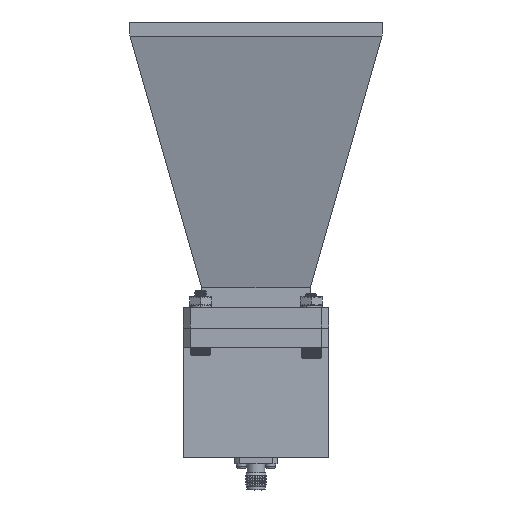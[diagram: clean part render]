
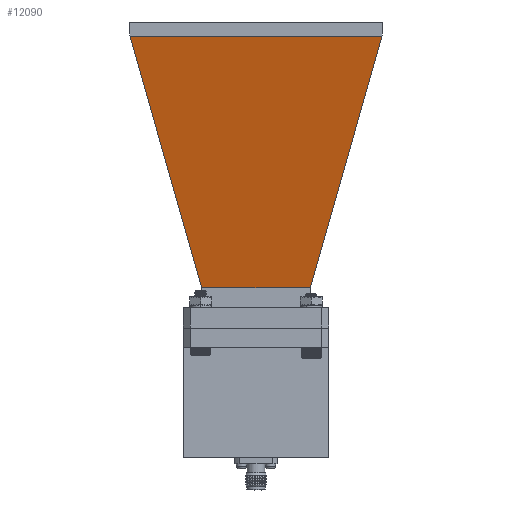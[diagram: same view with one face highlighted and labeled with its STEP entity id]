
A CAD part, front view. The second image highlights one B-rep face of the part: STEP entity #12090.
In plain terms, the highlighted face is planar.
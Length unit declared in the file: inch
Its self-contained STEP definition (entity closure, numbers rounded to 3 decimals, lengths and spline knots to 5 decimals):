
#1006 = VERTEX_POINT ( 'NONE', #5514 ) ;
#1502 = DIRECTION ( 'NONE',  ( -0.235, 0., 0.972 ) ) ;
#2454 = CARTESIAN_POINT ( 'NONE',  ( -0.37303, -0.62884, 1.95443 ) ) ;
#2600 = CARTESIAN_POINT ( 'NONE',  ( -1.07672, -1.4586, 4.86585 ) ) ;
#2815 = DIRECTION ( 'NONE',  ( -0.972, 0., -0.235 ) ) ;
#3089 = EDGE_CURVE ( 'NONE', #1006, #4851, #7457, .T. ) ;
#3351 = VECTOR ( 'NONE', #16584, 39.37008 ) ;
#3890 = CARTESIAN_POINT ( 'NONE',  ( -1.07672, 0., 4.86585 ) ) ;
#4107 = ORIENTED_EDGE ( 'NONE', *, *, #12536, .T. ) ;
#4421 = AXIS2_PLACEMENT_3D ( 'NONE', #15430, #2815, #1502 ) ;
#4851 = VERTEX_POINT ( 'NONE', #11899 ) ;
#5514 = CARTESIAN_POINT ( 'NONE',  ( -1.07672, 1.4586, 4.86585 ) ) ;
#6722 = CARTESIAN_POINT ( 'NONE',  ( -0.37303, -0.62884, 1.95443 ) ) ;
#7360 = DIRECTION ( 'NONE',  ( 0.226, -0.267, -0.937 ) ) ;
#7407 = ORIENTED_EDGE ( 'NONE', *, *, #3089, .T. ) ;
#7457 = LINE ( 'NONE', #18261, #12129 ) ;
#7654 = DIRECTION ( 'NONE',  ( 0., -1., 0. ) ) ;
#9525 = EDGE_CURVE ( 'NONE', #16630, #12467, #10287, .T. ) ;
#9760 = EDGE_LOOP ( 'NONE', ( #4107, #12293, #11043, #7407 ) ) ;
#10287 = LINE ( 'NONE', #6722, #16037 ) ;
#10824 = LINE ( 'NONE', #17028, #18073 ) ;
#11043 = ORIENTED_EDGE ( 'NONE', *, *, #13866, .T. ) ;
#11899 = CARTESIAN_POINT ( 'NONE',  ( -0.37303, 0.62884, 1.95443 ) ) ;
#12090 = ADVANCED_FACE ( 'NONE', ( #18278 ), #16553, .T. ) ;
#12129 = VECTOR ( 'NONE', #7360, 39.37008 ) ;
#12293 = ORIENTED_EDGE ( 'NONE', *, *, #9525, .T. ) ;
#12467 = VERTEX_POINT ( 'NONE', #2600 ) ;
#12536 = EDGE_CURVE ( 'NONE', #4851, #16630, #10824, .T. ) ;
#13866 = EDGE_CURVE ( 'NONE', #12467, #1006, #16293, .T. ) ;
#14567 = DIRECTION ( 'NONE',  ( -0.226, -0.267, 0.937 ) ) ;
#15430 = CARTESIAN_POINT ( 'NONE',  ( -0.73955, 0., 3.47087 ) ) ;
#16037 = VECTOR ( 'NONE', #14567, 39.37008 ) ;
#16293 = LINE ( 'NONE', #3890, #3351 ) ;
#16553 = PLANE ( 'NONE',  #4421 ) ;
#16584 = DIRECTION ( 'NONE',  ( 0., 1., 0. ) ) ;
#16630 = VERTEX_POINT ( 'NONE', #2454 ) ;
#17028 = CARTESIAN_POINT ( 'NONE',  ( -0.37303, 0., 1.95443 ) ) ;
#18073 = VECTOR ( 'NONE', #7654, 39.37008 ) ;
#18261 = CARTESIAN_POINT ( 'NONE',  ( -1.07672, 1.4586, 4.86585 ) ) ;
#18278 = FACE_OUTER_BOUND ( 'NONE', #9760, .T. ) ;
